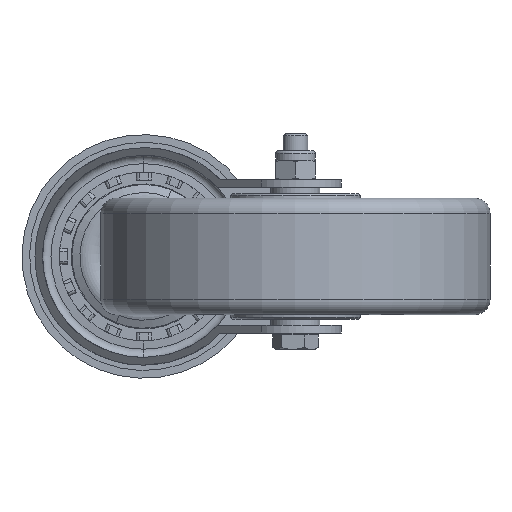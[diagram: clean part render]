
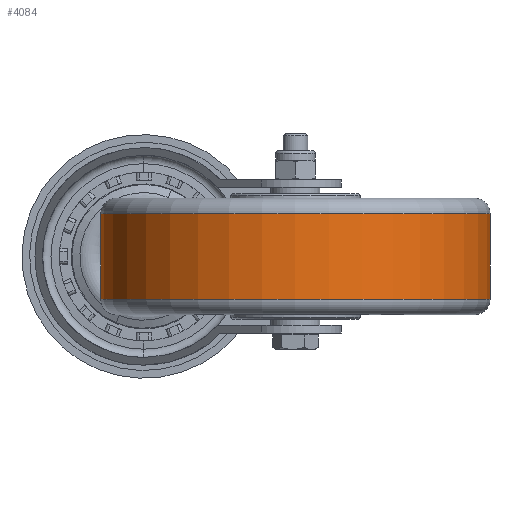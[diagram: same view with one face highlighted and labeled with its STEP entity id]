
A CAD part, front view. The second image highlights one B-rep face of the part: STEP entity #4084.
In plain terms, the highlighted cylindrical face has radius 63.5 mm (diameter 127 mm), a partial arc.
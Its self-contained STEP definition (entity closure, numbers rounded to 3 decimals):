
#2184 = LINE ( 'NONE', #13294, #25884 ) ;
#3296 = VERTEX_POINT ( 'NONE', #21929 ) ;
#4084 = ADVANCED_FACE ( 'NONE', ( #10749 ), #12541, .T. ) ;
#5259 = ORIENTED_EDGE ( 'NONE', *, *, #25508, .T. ) ;
#5475 = CARTESIAN_POINT ( 'NONE',  ( -14., -94.5, -14. ) ) ;
#5907 = CARTESIAN_POINT ( 'NONE',  ( 113., -94.5, -14. ) ) ;
#6050 = VERTEX_POINT ( 'NONE', #5907 ) ;
#6733 = AXIS2_PLACEMENT_3D ( 'NONE', #25392, #24998, #11243 ) ;
#8415 = ORIENTED_EDGE ( 'NONE', *, *, #10277, .F. ) ;
#8837 = DIRECTION ( 'NONE',  ( 0., 0., 1. ) ) ;
#10277 = EDGE_CURVE ( 'NONE', #13063, #3296, #21441, .T. ) ;
#10596 = ORIENTED_EDGE ( 'NONE', *, *, #11421, .T. ) ;
#10749 = FACE_OUTER_BOUND ( 'NONE', #22660, .T. ) ;
#11243 = DIRECTION ( 'NONE',  ( 1., 0., 0. ) ) ;
#11420 = VECTOR ( 'NONE', #20305, 1000. ) ;
#11421 = EDGE_CURVE ( 'NONE', #13063, #6050, #11742, .T. ) ;
#11742 = CIRCLE ( 'NONE', #14773, 63.5 ) ;
#12093 = CIRCLE ( 'NONE', #6733, 63.5 ) ;
#12541 = CYLINDRICAL_SURFACE ( 'NONE', #24425, 63.5 ) ;
#13063 = VERTEX_POINT ( 'NONE', #5475 ) ;
#13294 = CARTESIAN_POINT ( 'NONE',  ( 113., -94.5, 32.226 ) ) ;
#14773 = AXIS2_PLACEMENT_3D ( 'NONE', #26449, #15118, #28943 ) ;
#15118 = DIRECTION ( 'NONE',  ( 0., 0., 1. ) ) ;
#15200 = DIRECTION ( 'NONE',  ( 0., 0., 1. ) ) ;
#16951 = CARTESIAN_POINT ( 'NONE',  ( 113., -94.5, 14. ) ) ;
#18466 = EDGE_CURVE ( 'NONE', #6050, #21968, #2184, .T. ) ;
#20305 = DIRECTION ( 'NONE',  ( 0., 0., 1. ) ) ;
#21441 = LINE ( 'NONE', #22906, #11420 ) ;
#21898 = DIRECTION ( 'NONE',  ( 1., 0., 0. ) ) ;
#21929 = CARTESIAN_POINT ( 'NONE',  ( -14., -94.5, 14. ) ) ;
#21968 = VERTEX_POINT ( 'NONE', #16951 ) ;
#22660 = EDGE_LOOP ( 'NONE', ( #8415, #10596, #22912, #5259 ) ) ;
#22906 = CARTESIAN_POINT ( 'NONE',  ( -14., -94.5, 32.226 ) ) ;
#22912 = ORIENTED_EDGE ( 'NONE', *, *, #18466, .T. ) ;
#24425 = AXIS2_PLACEMENT_3D ( 'NONE', #28924, #15200, #21898 ) ;
#24998 = DIRECTION ( 'NONE',  ( 0., 0., -1. ) ) ;
#25392 = CARTESIAN_POINT ( 'NONE',  ( 49.5, -94.5, 14. ) ) ;
#25508 = EDGE_CURVE ( 'NONE', #21968, #3296, #12093, .T. ) ;
#25884 = VECTOR ( 'NONE', #8837, 1000. ) ;
#26449 = CARTESIAN_POINT ( 'NONE',  ( 49.5, -94.5, -14. ) ) ;
#28924 = CARTESIAN_POINT ( 'NONE',  ( 49.5, -94.5, 32.226 ) ) ;
#28943 = DIRECTION ( 'NONE',  ( -1., 0., 0. ) ) ;
